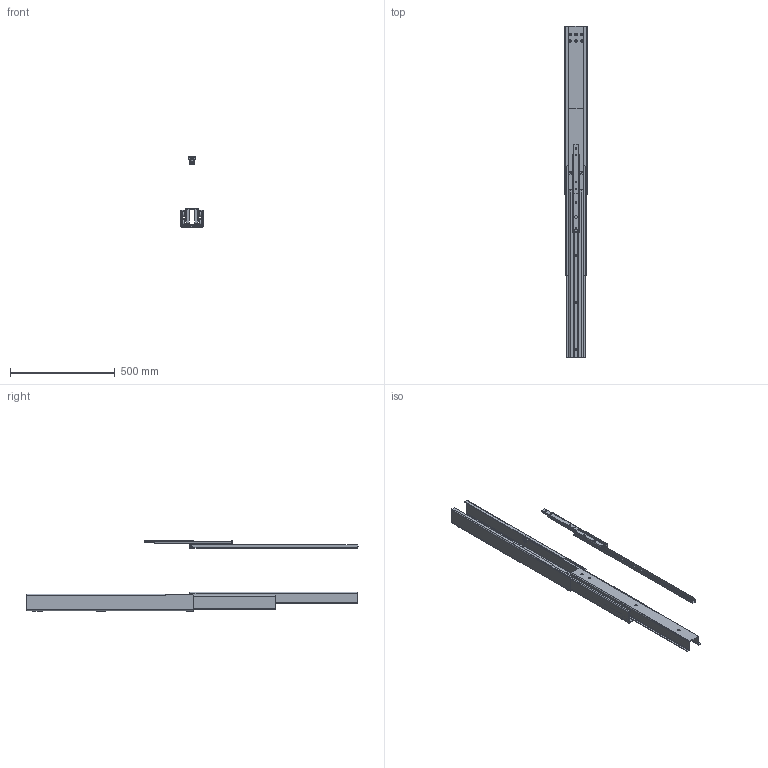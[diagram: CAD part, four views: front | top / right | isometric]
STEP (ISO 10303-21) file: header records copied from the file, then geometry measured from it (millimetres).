
FILE_DESCRIPTION(/* description */ (''),/* implementation_level */ '2;1');
FILE_NAME(/* name */ '3D_100-0097-XX_max.sat.ipt.stp',/* time_stamp */ '2022-10-12T15:03:31+02:00',/* author */ (''),/* organization */ (''),/* preprocessor_version */ 'ST-DEVELOPER v18.1',/* originating_system */ 'Autodesk Inventor 2021',/* authorisation */ '');
FILE_SCHEMA (('CONFIG_CONTROL_DESIGN'));
Length unit declared in the file: millimetre
Products named in the file (1): 3D_100-0097-XX_max.sat
Bounding box: 108 x 1581.35 x 337 mm (x, y, z)
Volume: 1890145.7 mm3; surface area: 1307820.1 mm2
Topology: 7 solids, 7 shells, 937 faces, 2383 edges, 1528 vertices
Faces by surface type: plane 522, cylinder 287, cone 104, torus 18, bspline 4, sphere 2
Full cylindrical faces by diameter (mm): 5 x4, 5.1 x4, 6 x3, 6.1 x2, 6.294 x4, 6.5 x10, 7 x10, 8.5 x6, 8.72 x4, 8.9 x4, 9 x2, 9.5 x2, 11.05 x4, 14 x2, 18 x4, 18.7 x4, 18.9 x2, 26 x4, 30 x4
Entity records: 29313 total; most frequent: CARTESIAN_POINT 6305, DIRECTION 4883, ORIENTED_EDGE 4758, EDGE_CURVE 2379, AXIS2_PLACEMENT_3D 1766, VERTEX_POINT 1528, LINE 1351, VECTOR 1351
